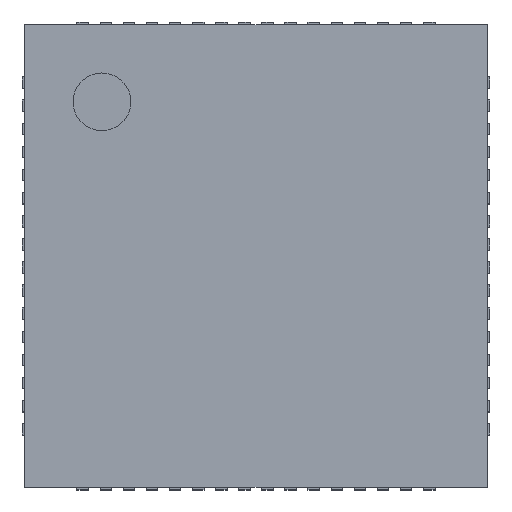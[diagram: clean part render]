
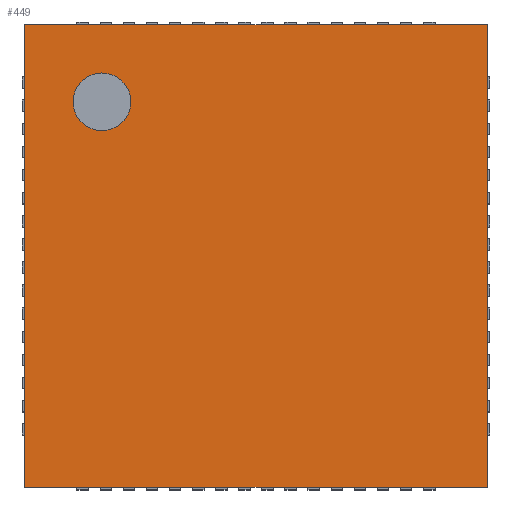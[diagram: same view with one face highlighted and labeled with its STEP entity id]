
A CAD part, top view. The second image highlights one B-rep face of the part: STEP entity #449.
In plain terms, the highlighted planar face has unit normal (0, 0, 1).
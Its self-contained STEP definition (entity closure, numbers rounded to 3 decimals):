
#385 = VERTEX_POINT('',#386);
#386 = CARTESIAN_POINT('',(0.,0.,0.9));
#401 = VERTEX_POINT('',#402);
#402 = CARTESIAN_POINT('',(0.,8.,0.9));
#408 = EDGE_CURVE('',#385,#401,#409,.T.);
#409 = LINE('',#410,#411);
#410 = CARTESIAN_POINT('',(0.,0.,0.9));
#411 = VECTOR('',#412,1.);
#412 = DIRECTION('',(0.,1.,0.));
#431 = EDGE_CURVE('',#385,#432,#434,.T.);
#432 = VERTEX_POINT('',#433);
#433 = CARTESIAN_POINT('',(8.,0.,0.9));
#434 = LINE('',#435,#436);
#435 = CARTESIAN_POINT('',(0.,0.,0.9));
#436 = VECTOR('',#437,1.);
#437 = DIRECTION('',(1.,0.,0.));
#449 = ADVANCED_FACE('',(#450,#468),#479,.T.);
#450 = FACE_BOUND('',#451,.T.);
#451 = EDGE_LOOP('',(#452,#453,#454,#462));
#452 = ORIENTED_EDGE('',*,*,#408,.F.);
#453 = ORIENTED_EDGE('',*,*,#431,.T.);
#454 = ORIENTED_EDGE('',*,*,#455,.T.);
#455 = EDGE_CURVE('',#432,#456,#458,.T.);
#456 = VERTEX_POINT('',#457);
#457 = CARTESIAN_POINT('',(8.,8.,0.9));
#458 = LINE('',#459,#460);
#459 = CARTESIAN_POINT('',(8.,0.,0.9));
#460 = VECTOR('',#461,1.);
#461 = DIRECTION('',(0.,1.,0.));
#462 = ORIENTED_EDGE('',*,*,#463,.F.);
#463 = EDGE_CURVE('',#401,#456,#464,.T.);
#464 = LINE('',#465,#466);
#465 = CARTESIAN_POINT('',(0.,8.,0.9));
#466 = VECTOR('',#467,1.);
#467 = DIRECTION('',(1.,0.,0.));
#468 = FACE_BOUND('',#469,.T.);
#469 = EDGE_LOOP('',(#470));
#470 = ORIENTED_EDGE('',*,*,#471,.F.);
#471 = EDGE_CURVE('',#472,#472,#474,.T.);
#472 = VERTEX_POINT('',#473);
#473 = CARTESIAN_POINT('',(1.833,6.667,0.9));
#474 = CIRCLE('',#475,0.5);
#475 = AXIS2_PLACEMENT_3D('',#476,#477,#478);
#476 = CARTESIAN_POINT('',(1.333,6.667,0.9));
#477 = DIRECTION('',(0.,0.,1.));
#478 = DIRECTION('',(1.,0.,0.));
#479 = PLANE('',#480);
#480 = AXIS2_PLACEMENT_3D('',#481,#482,#483);
#481 = CARTESIAN_POINT('',(0.,0.,0.9));
#482 = DIRECTION('',(0.,0.,1.));
#483 = DIRECTION('',(1.,0.,0.));
